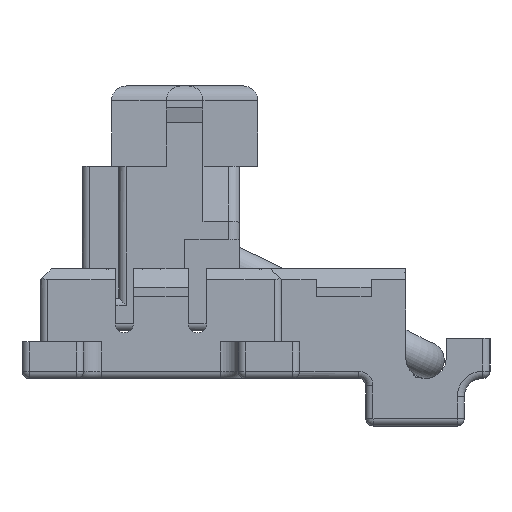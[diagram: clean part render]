
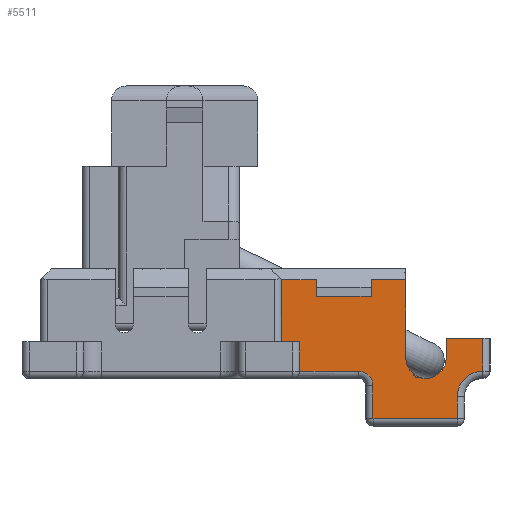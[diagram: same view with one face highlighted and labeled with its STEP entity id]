
A CAD part, left-side view. The second image highlights one B-rep face of the part: STEP entity #5511.
In plain terms, the highlighted planar face has unit normal (-1, 0, 0).
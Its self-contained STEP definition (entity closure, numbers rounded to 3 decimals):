
#2738 = VERTEX_POINT('',#2739);
#2739 = CARTESIAN_POINT('',(-1.6,-3.8,0.2));
#2772 = VERTEX_POINT('',#2773);
#2773 = CARTESIAN_POINT('',(-1.6,-5.4,0.2));
#2780 = EDGE_CURVE('',#2738,#2772,#2781,.T.);
#2781 = LINE('',#2782,#2783);
#2782 = CARTESIAN_POINT('',(-1.6,-3.8,0.2));
#2783 = VECTOR('',#2784,1.);
#2784 = DIRECTION('',(0.,-1.,0.));
#4100 = VERTEX_POINT('',#4101);
#4101 = CARTESIAN_POINT('',(-1.6,-7.8,1.1));
#4107 = EDGE_CURVE('',#4100,#4108,#4110,.T.);
#4108 = VERTEX_POINT('',#4109);
#4109 = CARTESIAN_POINT('',(-1.6,-8.8,1.1));
#4110 = LINE('',#4111,#4112);
#4111 = CARTESIAN_POINT('',(-1.6,-7.5,1.1));
#4112 = VECTOR('',#4113,1.);
#4113 = DIRECTION('',(0.,-1.,0.));
#4139 = EDGE_CURVE('',#4140,#4100,#4142,.T.);
#4140 = VERTEX_POINT('',#4141);
#4141 = CARTESIAN_POINT('',(-1.6,-7.8,0.55));
#4142 = LINE('',#4143,#4144);
#4143 = CARTESIAN_POINT('',(-1.6,-7.8,-1.95));
#4144 = VECTOR('',#4145,1.);
#4145 = DIRECTION('',(0.,0.,1.));
#4165 = EDGE_CURVE('',#4166,#4140,#4168,.T.);
#4166 = VERTEX_POINT('',#4167);
#4167 = CARTESIAN_POINT('',(-1.6,-7.138,0.012));
#4168 = CIRCLE('',#4169,0.55);
#4169 = AXIS2_PLACEMENT_3D('',#4170,#4171,#4172);
#4170 = CARTESIAN_POINT('',(-1.6,-7.25,0.55));
#4171 = DIRECTION('',(-1.,0.,0.));
#4172 = DIRECTION('',(0.,1.,0.));
#4190 = VERTEX_POINT('',#4191);
#4191 = CARTESIAN_POINT('',(-1.6,-7.138,0.01));
#4197 = EDGE_CURVE('',#4190,#4166,#4198,.T.);
#4198 = LINE('',#4199,#4200);
#4199 = CARTESIAN_POINT('',(-1.6,-7.138,5.315));
#4200 = VECTOR('',#4201,1.);
#4201 = DIRECTION('',(0.,0.,1.));
#4223 = VERTEX_POINT('',#4224);
#4224 = CARTESIAN_POINT('',(-1.6,-7.102,0.015));
#4253 = EDGE_CURVE('',#4190,#4223,#4254,.T.);
#4254 = LINE('',#4255,#4256);
#4255 = CARTESIAN_POINT('',(-1.6,-10.,-0.387));
#4256 = VECTOR('',#4257,1.);
#4257 = DIRECTION('',(0.,0.991,0.137));
#5046 = VERTEX_POINT('',#5047);
#5047 = CARTESIAN_POINT('',(-1.6,-5.8,-0.2));
#5054 = EDGE_CURVE('',#2772,#5046,#5055,.T.);
#5055 = CIRCLE('',#5056,0.4);
#5056 = AXIS2_PLACEMENT_3D('',#5057,#5058,#5059);
#5057 = CARTESIAN_POINT('',(-1.6,-5.4,-0.2));
#5058 = DIRECTION('',(1.,0.,-0.));
#5059 = DIRECTION('',(0.,0.,1.));
#5484 = EDGE_CURVE('',#5485,#2738,#5487,.T.);
#5485 = VERTEX_POINT('',#5486);
#5486 = CARTESIAN_POINT('',(-1.6,-3.8,1.));
#5487 = LINE('',#5488,#5489);
#5488 = CARTESIAN_POINT('',(-1.6,-3.8,-2.));
#5489 = VECTOR('',#5490,1.);
#5490 = DIRECTION('',(0.,0.,-1.));
#5511 = ADVANCED_FACE('',(#5512),#5638,.F.);
#5512 = FACE_BOUND('',#5513,.F.);
#5513 = EDGE_LOOP('',(#5514,#5515,#5523,#5531,#5538,#5546,#5554,#5562,
    #5569,#5577,#5586,#5592,#5593,#5594,#5595,#5596,#5597,#5605,#5614,
    #5622,#5630,#5636,#5637));
#5514 = ORIENTED_EDGE('',*,*,#5484,.F.);
#5515 = ORIENTED_EDGE('',*,*,#5516,.F.);
#5516 = EDGE_CURVE('',#5517,#5485,#5519,.T.);
#5517 = VERTEX_POINT('',#5518);
#5518 = CARTESIAN_POINT('',(-1.6,-3.3,1.));
#5519 = LINE('',#5520,#5521);
#5520 = CARTESIAN_POINT('',(-1.6,-1.65,1.));
#5521 = VECTOR('',#5522,1.);
#5522 = DIRECTION('',(0.,-1.,0.));
#5523 = ORIENTED_EDGE('',*,*,#5524,.T.);
#5524 = EDGE_CURVE('',#5517,#5525,#5527,.T.);
#5525 = VERTEX_POINT('',#5526);
#5526 = CARTESIAN_POINT('',(-1.6,-3.3,2.7));
#5527 = LINE('',#5528,#5529);
#5528 = CARTESIAN_POINT('',(-1.6,-3.3,-5.));
#5529 = VECTOR('',#5530,1.);
#5530 = DIRECTION('',(0.,0.,1.));
#5531 = ORIENTED_EDGE('',*,*,#5532,.T.);
#5532 = EDGE_CURVE('',#5525,#5533,#5535,.T.);
#5533 = VERTEX_POINT('',#5534);
#5534 = CARTESIAN_POINT('',(-1.6,-4.25,2.7));
#5535 = B_SPLINE_CURVE_WITH_KNOTS('',1,(#5536,#5537),.UNSPECIFIED.,.F.,
  .F.,(2,2),(0.,1.),.PIECEWISE_BEZIER_KNOTS.);
#5536 = CARTESIAN_POINT('',(-1.6,-3.3,2.7));
#5537 = CARTESIAN_POINT('',(-1.6,-9.,2.7));
#5538 = ORIENTED_EDGE('',*,*,#5539,.T.);
#5539 = EDGE_CURVE('',#5533,#5540,#5542,.T.);
#5540 = VERTEX_POINT('',#5541);
#5541 = CARTESIAN_POINT('',(-1.6,-4.25,2.25));
#5542 = LINE('',#5543,#5544);
#5543 = CARTESIAN_POINT('',(-1.6,-4.25,-1.375));
#5544 = VECTOR('',#5545,1.);
#5545 = DIRECTION('',(0.,0.,-1.));
#5546 = ORIENTED_EDGE('',*,*,#5547,.T.);
#5547 = EDGE_CURVE('',#5540,#5548,#5550,.T.);
#5548 = VERTEX_POINT('',#5549);
#5549 = CARTESIAN_POINT('',(-1.6,-5.75,2.25));
#5550 = LINE('',#5551,#5552);
#5551 = CARTESIAN_POINT('',(-1.6,-2.574,2.25));
#5552 = VECTOR('',#5553,1.);
#5553 = DIRECTION('',(0.,-1.,0.));
#5554 = ORIENTED_EDGE('',*,*,#5555,.T.);
#5555 = EDGE_CURVE('',#5548,#5556,#5558,.T.);
#5556 = VERTEX_POINT('',#5557);
#5557 = CARTESIAN_POINT('',(-1.6,-5.75,2.7));
#5558 = LINE('',#5559,#5560);
#5559 = CARTESIAN_POINT('',(-1.6,-5.75,-1.375));
#5560 = VECTOR('',#5561,1.);
#5561 = DIRECTION('',(0.,0.,1.));
#5562 = ORIENTED_EDGE('',*,*,#5563,.T.);
#5563 = EDGE_CURVE('',#5556,#5564,#5566,.T.);
#5564 = VERTEX_POINT('',#5565);
#5565 = CARTESIAN_POINT('',(-1.6,-6.7,2.7));
#5566 = B_SPLINE_CURVE_WITH_KNOTS('',1,(#5567,#5568),.UNSPECIFIED.,.F.,
  .F.,(2,2),(0.,1.),.PIECEWISE_BEZIER_KNOTS.);
#5567 = CARTESIAN_POINT('',(-1.6,-3.3,2.7));
#5568 = CARTESIAN_POINT('',(-1.6,-9.,2.7));
#5569 = ORIENTED_EDGE('',*,*,#5570,.T.);
#5570 = EDGE_CURVE('',#5564,#5571,#5573,.T.);
#5571 = VERTEX_POINT('',#5572);
#5572 = CARTESIAN_POINT('',(-1.6,-6.7,0.55));
#5573 = LINE('',#5574,#5575);
#5574 = CARTESIAN_POINT('',(-1.6,-6.7,-2.225));
#5575 = VECTOR('',#5576,1.);
#5576 = DIRECTION('',(0.,0.,-1.));
#5577 = ORIENTED_EDGE('',*,*,#5578,.T.);
#5578 = EDGE_CURVE('',#5571,#5579,#5581,.T.);
#5579 = VERTEX_POINT('',#5580);
#5580 = CARTESIAN_POINT('',(-1.6,-7.102,0.02));
#5581 = CIRCLE('',#5582,0.55);
#5582 = AXIS2_PLACEMENT_3D('',#5583,#5584,#5585);
#5583 = CARTESIAN_POINT('',(-1.6,-7.25,0.55));
#5584 = DIRECTION('',(-1.,0.,0.));
#5585 = DIRECTION('',(0.,1.,0.));
#5586 = ORIENTED_EDGE('',*,*,#5587,.T.);
#5587 = EDGE_CURVE('',#5579,#4223,#5588,.T.);
#5588 = LINE('',#5589,#5590);
#5589 = CARTESIAN_POINT('',(-1.6,-7.102,-7.5));
#5590 = VECTOR('',#5591,1.);
#5591 = DIRECTION('',(-0.,-0.,-1.));
#5592 = ORIENTED_EDGE('',*,*,#4253,.F.);
#5593 = ORIENTED_EDGE('',*,*,#4197,.T.);
#5594 = ORIENTED_EDGE('',*,*,#4165,.T.);
#5595 = ORIENTED_EDGE('',*,*,#4139,.T.);
#5596 = ORIENTED_EDGE('',*,*,#4107,.T.);
#5597 = ORIENTED_EDGE('',*,*,#5598,.F.);
#5598 = EDGE_CURVE('',#5599,#4108,#5601,.T.);
#5599 = VERTEX_POINT('',#5600);
#5600 = CARTESIAN_POINT('',(-1.6,-8.8,0.2));
#5601 = LINE('',#5602,#5603);
#5602 = CARTESIAN_POINT('',(-1.6,-8.8,0.2));
#5603 = VECTOR('',#5604,1.);
#5604 = DIRECTION('',(0.,0.,1.));
#5605 = ORIENTED_EDGE('',*,*,#5606,.F.);
#5606 = EDGE_CURVE('',#5607,#5599,#5609,.T.);
#5607 = VERTEX_POINT('',#5608);
#5608 = CARTESIAN_POINT('',(-1.6,-8.1,-0.5));
#5609 = CIRCLE('',#5610,0.7);
#5610 = AXIS2_PLACEMENT_3D('',#5611,#5612,#5613);
#5611 = CARTESIAN_POINT('',(-1.6,-8.8,-0.5));
#5612 = DIRECTION('',(1.,0.,-0.));
#5613 = DIRECTION('',(0.,1.,0.));
#5614 = ORIENTED_EDGE('',*,*,#5615,.F.);
#5615 = EDGE_CURVE('',#5616,#5607,#5618,.T.);
#5616 = VERTEX_POINT('',#5617);
#5617 = CARTESIAN_POINT('',(-1.6,-8.1,-1.1));
#5618 = LINE('',#5619,#5620);
#5619 = CARTESIAN_POINT('',(-1.6,-8.1,-1.1));
#5620 = VECTOR('',#5621,1.);
#5621 = DIRECTION('',(0.,0.,1.));
#5622 = ORIENTED_EDGE('',*,*,#5623,.F.);
#5623 = EDGE_CURVE('',#5624,#5616,#5626,.T.);
#5624 = VERTEX_POINT('',#5625);
#5625 = CARTESIAN_POINT('',(-1.6,-5.8,-1.1));
#5626 = LINE('',#5627,#5628);
#5627 = CARTESIAN_POINT('',(-1.6,-5.8,-1.1));
#5628 = VECTOR('',#5629,1.);
#5629 = DIRECTION('',(-0.,-1.,0.));
#5630 = ORIENTED_EDGE('',*,*,#5631,.F.);
#5631 = EDGE_CURVE('',#5046,#5624,#5632,.T.);
#5632 = LINE('',#5633,#5634);
#5633 = CARTESIAN_POINT('',(-1.6,-5.8,-0.2));
#5634 = VECTOR('',#5635,1.);
#5635 = DIRECTION('',(-0.,-0.,-1.));
#5636 = ORIENTED_EDGE('',*,*,#5054,.F.);
#5637 = ORIENTED_EDGE('',*,*,#2780,.F.);
#5638 = PLANE('',#5639);
#5639 = AXIS2_PLACEMENT_3D('',#5640,#5641,#5642);
#5640 = CARTESIAN_POINT('',(-1.6,-3.3,-5.));
#5641 = DIRECTION('',(1.,0.,0.));
#5642 = DIRECTION('',(0.,-1.,0.));
